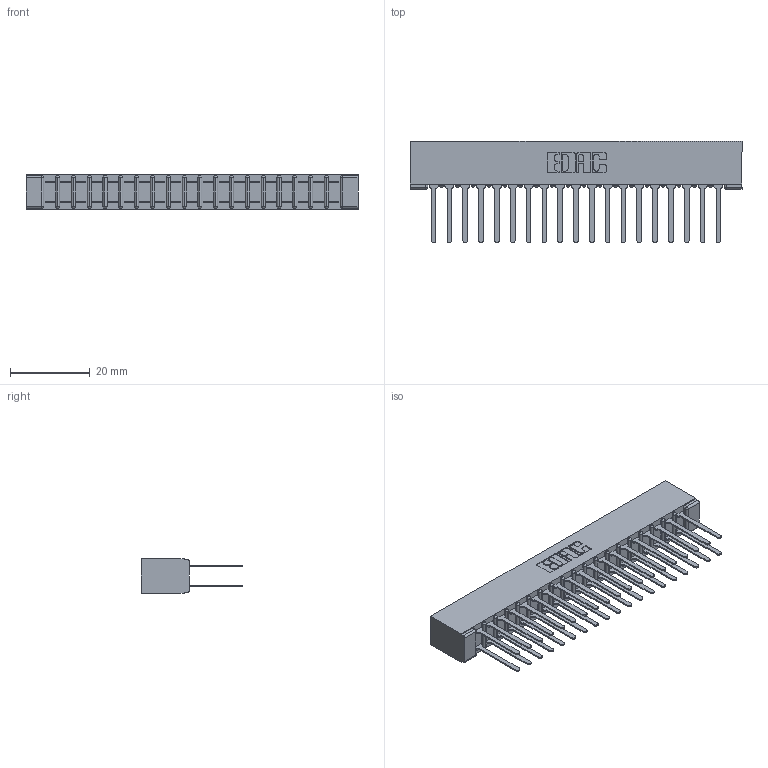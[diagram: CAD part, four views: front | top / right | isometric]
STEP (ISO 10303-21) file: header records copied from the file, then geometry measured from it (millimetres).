
FILE_DESCRIPTION (( 'STEP AP203' ), '1' );
FILE_NAME ('307-038-542-201.STEP', '2019-09-06T04:32:42', ( '' ), ( '' ), 'SwSTEP 2.0', 'SolidWorks 2016', '' );
FILE_SCHEMA (( 'CONFIG_CONTROL_DESIGN' ));
Length unit declared in the file: inch
Products named in the file (3): 307-038-542-201; 307 Part_No Mounting Lugs; 307-290-001_542
Assembly tree (39 placements, depth 2):
  307-038-542-201
    307 Part_No Mounting Lugs
    307-290-001_542  x38
Bounding box: 83.16 x 25.43 x 8.71 mm (x, y, z)
Volume: 5818.1 mm3; surface area: 11398.8 mm2
Topology: 39 solids, 39 shells, 1878 faces, 5239 edges, 3386 vertices
Faces by surface type: plane 1244, cylinder 594, sphere 40
Entity records: 19422 total; most frequent: CARTESIAN_POINT 3179, ORIENTED_EDGE 3146, DIRECTION 3123, EDGE_CURVE 1573, LINE 1199, VECTOR 1199, VERTEX_POINT 1018, AXIS2_PLACEMENT_3D 962
